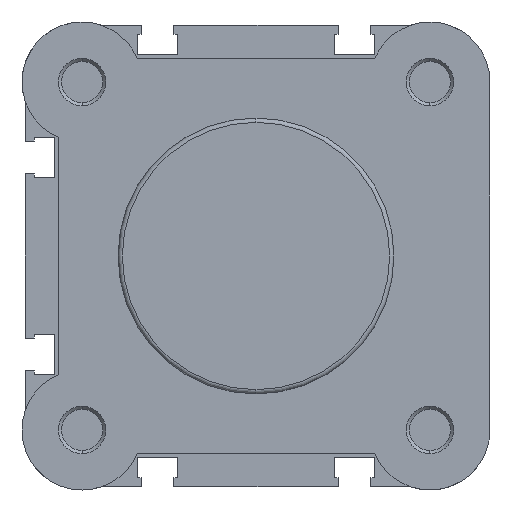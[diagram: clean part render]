
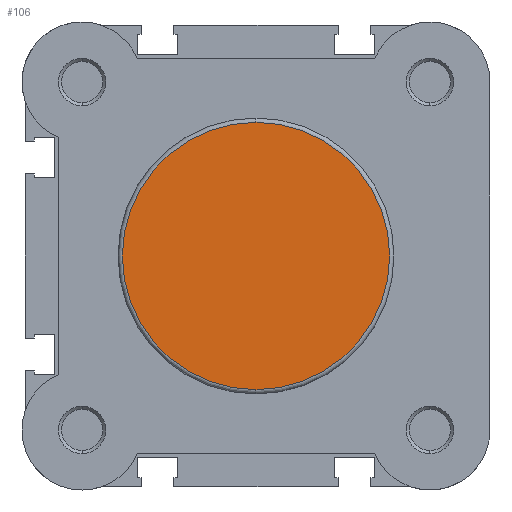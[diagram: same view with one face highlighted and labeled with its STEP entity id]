
A CAD part, left-side view. The second image highlights one B-rep face of the part: STEP entity #106.
In plain terms, the highlighted planar face has unit normal (-1, 0, 0).
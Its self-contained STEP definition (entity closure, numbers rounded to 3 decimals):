
#106 = ADVANCED_FACE ( 'NONE', ( #4284 ), #2247, .F. ) ;
#640 = EDGE_LOOP ( 'NONE', ( #1120, #1121 ) ) ;
#1120 = ORIENTED_EDGE ( 'NONE', *, *, #2521, .T. ) ;
#1121 = ORIENTED_EDGE ( 'NONE', *, *, #2424, .T. ) ;
#1303 = CARTESIAN_POINT ( 'NONE',  ( 0., 0., 0. ) ) ;
#1310 = DIRECTION ( 'NONE',  ( -1., 0., 0. ) ) ;
#1311 = DIRECTION ( 'NONE',  ( 0., 0., -1. ) ) ;
#1906 = CARTESIAN_POINT ( 'NONE',  ( 0., 0., 21.7 ) ) ;
#2098 = CARTESIAN_POINT ( 'NONE',  ( 0., 0., -21.7 ) ) ;
#2247 = PLANE ( 'NONE',  #2823 ) ;
#2424 = EDGE_CURVE ( 'NONE', #3341, #3742, #6069, .T. ) ;
#2521 = EDGE_CURVE ( 'NONE', #3742, #3341, #6206, .T. ) ;
#2823 = AXIS2_PLACEMENT_3D ( 'NONE', #4675, #4684, #4685 ) ;
#3076 = AXIS2_PLACEMENT_3D ( 'NONE', #5785, #5793, #5794 ) ;
#3119 = AXIS2_PLACEMENT_3D ( 'NONE', #1303, #1310, #1311 ) ;
#3341 = VERTEX_POINT ( 'NONE', #1906 ) ;
#3742 = VERTEX_POINT ( 'NONE', #2098 ) ;
#4284 = FACE_OUTER_BOUND ( 'NONE', #640, .T. ) ;
#4675 = CARTESIAN_POINT ( 'NONE',  ( 0., 22.4, 0. ) ) ;
#4684 = DIRECTION ( 'NONE',  ( 1., 0., 0. ) ) ;
#4685 = DIRECTION ( 'NONE',  ( 0., 0., -1. ) ) ;
#5785 = CARTESIAN_POINT ( 'NONE',  ( 0., 0., 0. ) ) ;
#5793 = DIRECTION ( 'NONE',  ( -1., 0., 0. ) ) ;
#5794 = DIRECTION ( 'NONE',  ( 0., 0., -1. ) ) ;
#6069 = CIRCLE ( 'NONE', #3076, 21.7 ) ;
#6206 = CIRCLE ( 'NONE', #3119, 21.7 ) ;
